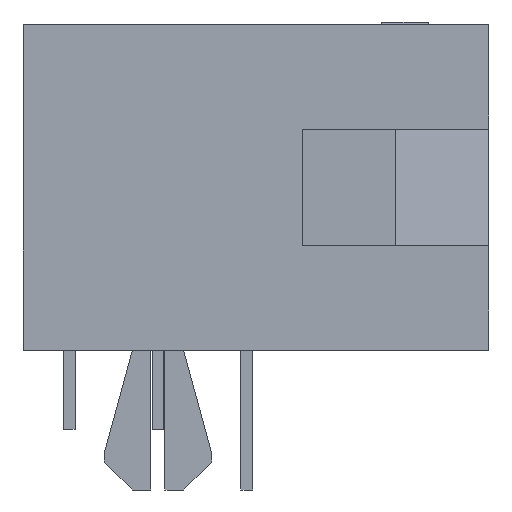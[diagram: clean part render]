
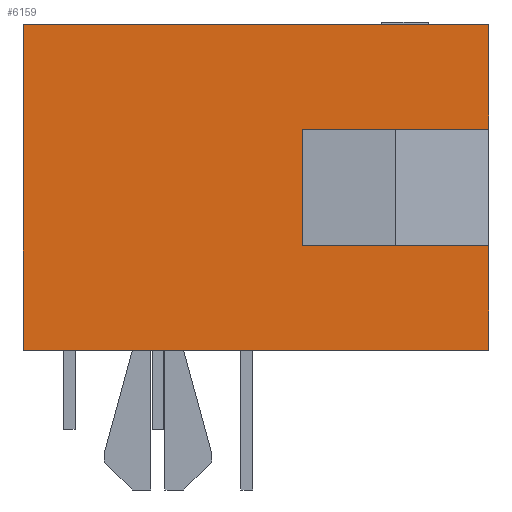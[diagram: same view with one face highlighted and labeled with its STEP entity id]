
A CAD part, left-side view. The second image highlights one B-rep face of the part: STEP entity #6159.
In plain terms, the highlighted planar face has unit normal (-1, 0, 0).
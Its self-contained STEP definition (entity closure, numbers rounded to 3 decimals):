
#227=FACE_OUTER_BOUND('',#598,.T.);
#598=EDGE_LOOP('',(#4202,#4203,#4204,#4205,#4206,#4207,#4208,#4209));
#999=LINE('',#8795,#1814);
#1004=LINE('',#8806,#1819);
#1006=LINE('',#8809,#1821);
#1009=LINE('',#8815,#1824);
#1010=LINE('',#8817,#1825);
#1025=LINE('',#8847,#1840);
#1029=LINE('',#8855,#1844);
#1030=LINE('',#8856,#1845);
#1814=VECTOR('',#7091,4.);
#1819=VECTOR('',#7100,4.);
#1821=VECTOR('',#7104,2.5);
#1824=VECTOR('',#7109,2.25);
#1825=VECTOR('',#7110,2.25);
#1840=VECTOR('',#7133,10.);
#1844=VECTOR('',#7141,10.);
#1845=VECTOR('',#7142,7.);
#2606=VERTEX_POINT('',#8789);
#2608=VERTEX_POINT('',#8793);
#2611=VERTEX_POINT('',#8803);
#2612=VERTEX_POINT('',#8805);
#2614=VERTEX_POINT('',#8813);
#2615=VERTEX_POINT('',#8816);
#2626=VERTEX_POINT('',#8846);
#2628=VERTEX_POINT('',#8854);
#3215=EDGE_CURVE('',#2606,#2608,#999,.T.);
#3220=EDGE_CURVE('',#2612,#2611,#1004,.T.);
#3222=EDGE_CURVE('',#2608,#2612,#1006,.T.);
#3225=EDGE_CURVE('',#2614,#2611,#1009,.T.);
#3226=EDGE_CURVE('',#2606,#2615,#1010,.T.);
#3241=EDGE_CURVE('',#2615,#2626,#1025,.T.);
#3245=EDGE_CURVE('',#2614,#2628,#1029,.T.);
#3246=EDGE_CURVE('',#2626,#2628,#1030,.T.);
#4202=ORIENTED_EDGE('',*,*,#3220,.T.);
#4203=ORIENTED_EDGE('',*,*,#3225,.F.);
#4204=ORIENTED_EDGE('',*,*,#3245,.T.);
#4205=ORIENTED_EDGE('',*,*,#3246,.F.);
#4206=ORIENTED_EDGE('',*,*,#3241,.F.);
#4207=ORIENTED_EDGE('',*,*,#3226,.F.);
#4208=ORIENTED_EDGE('',*,*,#3215,.T.);
#4209=ORIENTED_EDGE('',*,*,#3222,.T.);
#5821=PLANE('',#6568);
#6159=ADVANCED_FACE('',(#227),#5821,.T.);
#6568=AXIS2_PLACEMENT_3D('',#8853,#7139,#7140);
#7091=DIRECTION('',(0.,1.,0.));
#7100=DIRECTION('',(0.,-1.,0.));
#7104=DIRECTION('',(0.,0.,1.));
#7109=DIRECTION('',(0.,0.,-1.));
#7110=DIRECTION('',(0.,0.,-1.));
#7133=DIRECTION('',(0.,1.,0.));
#7139=DIRECTION('center_axis',(-1.,0.,0.));
#7140=DIRECTION('ref_axis',(0.,0.,1.));
#7141=DIRECTION('',(0.,1.,0.));
#7142=DIRECTION('',(0.,0.,1.));
#8789=CARTESIAN_POINT('',(-27.955,-7.105,2.25));
#8793=CARTESIAN_POINT('',(-27.955,-3.105,2.25));
#8795=CARTESIAN_POINT('',(-27.955,-7.105,2.25));
#8803=CARTESIAN_POINT('',(-27.955,-7.105,4.75));
#8805=CARTESIAN_POINT('',(-27.955,-3.105,4.75));
#8806=CARTESIAN_POINT('',(-27.955,-7.105,4.75));
#8809=CARTESIAN_POINT('',(-27.955,-3.105,1.75));
#8813=CARTESIAN_POINT('',(-27.955,-7.105,7.));
#8815=CARTESIAN_POINT('',(-27.955,-7.105,7.));
#8816=CARTESIAN_POINT('',(-27.955,-7.105,0.));
#8817=CARTESIAN_POINT('',(-27.955,-7.105,7.));
#8846=CARTESIAN_POINT('',(-27.955,2.895,0.));
#8847=CARTESIAN_POINT('',(-27.955,-7.105,0.));
#8853=CARTESIAN_POINT('Origin',(-27.955,-7.105,0.));
#8854=CARTESIAN_POINT('',(-27.955,2.895,7.));
#8855=CARTESIAN_POINT('',(-27.955,-7.105,7.));
#8856=CARTESIAN_POINT('',(-27.955,2.895,7.));
